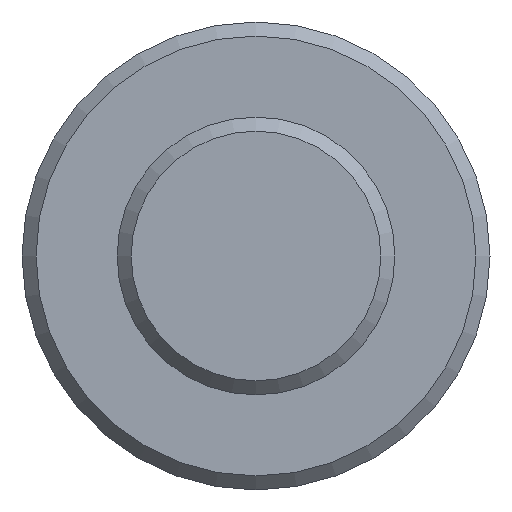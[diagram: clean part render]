
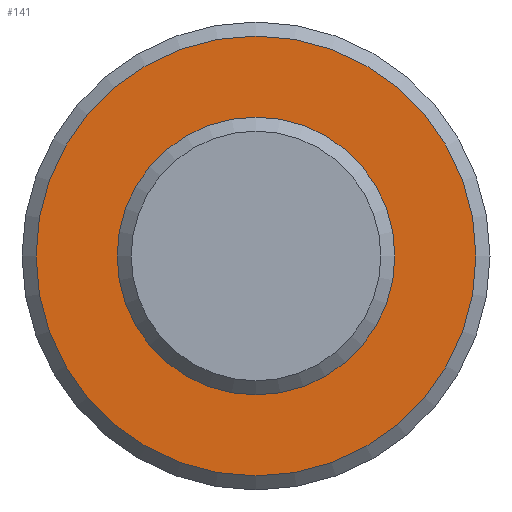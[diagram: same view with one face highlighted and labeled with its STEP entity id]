
A CAD part, front view. The second image highlights one B-rep face of the part: STEP entity #141.
In plain terms, the highlighted planar face has unit normal (0, -1, 0).
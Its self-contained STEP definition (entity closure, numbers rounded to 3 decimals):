
#117=FACE_BOUND('',#169,.T.);
#118=FACE_BOUND('',#170,.T.);
#141=ADVANCED_FACE('',(#117,#118),#154,.T.);
#154=PLANE('',#278);
#169=EDGE_LOOP('',(#199));
#170=EDGE_LOOP('',(#200));
#199=ORIENTED_EDGE('',*,*,#240,.T.);
#200=ORIENTED_EDGE('',*,*,#239,.T.);
#224=VERTEX_POINT('',#378);
#225=VERTEX_POINT('',#381);
#239=EDGE_CURVE('',#224,#224,#254,.T.);
#240=EDGE_CURVE('',#225,#225,#255,.T.);
#254=CIRCLE('',#275,1.484);
#255=CIRCLE('',#277,2.35);
#275=AXIS2_PLACEMENT_3D('',#377,#319,#320);
#277=AXIS2_PLACEMENT_3D('',#380,#323,#324);
#278=AXIS2_PLACEMENT_3D('',#382,#325,#326);
#319=DIRECTION('',(0.,1.,0.));
#320=DIRECTION('',(0.,0.,1.));
#323=DIRECTION('',(0.,-1.,0.));
#324=DIRECTION('',(1.,0.,0.));
#325=DIRECTION('',(0.,-1.,0.));
#326=DIRECTION('',(0.,0.,-1.));
#377=CARTESIAN_POINT('',(0.,-5.05,0.));
#378=CARTESIAN_POINT('',(1.484,-5.05,0.));
#380=CARTESIAN_POINT('',(0.,-5.05,0.));
#381=CARTESIAN_POINT('',(2.35,-5.05,0.));
#382=CARTESIAN_POINT('',(2.5,-5.05,0.));
